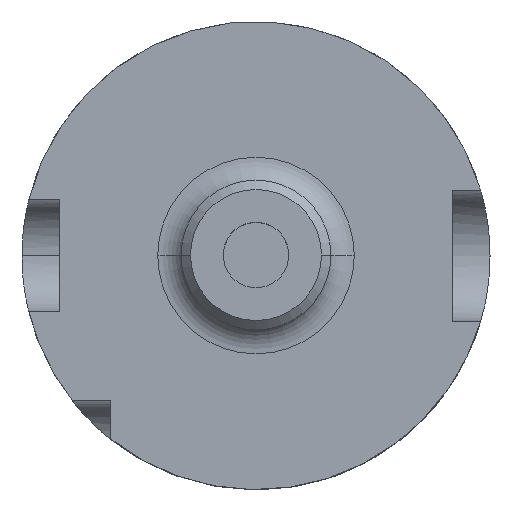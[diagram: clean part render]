
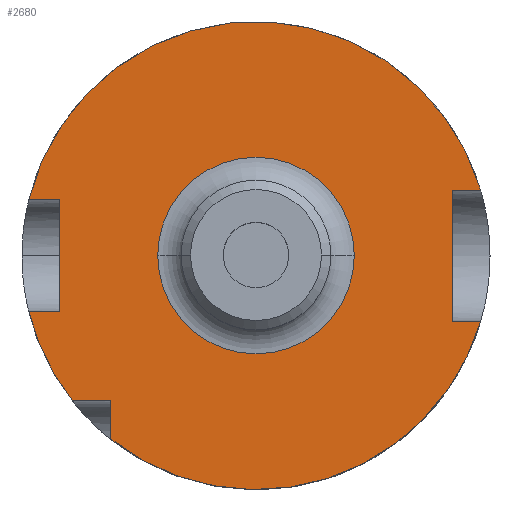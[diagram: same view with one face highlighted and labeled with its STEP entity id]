
A CAD part, top view. The second image highlights one B-rep face of the part: STEP entity #2680.
In plain terms, the highlighted planar face has unit normal (0, 0, 1).
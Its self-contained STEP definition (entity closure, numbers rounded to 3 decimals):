
#4 = EDGE_CURVE ( 'NONE', #2123, #2074, #596, .T. ) ;
#39 = AXIS2_PLACEMENT_3D ( 'NONE', #2125, #1585, #2891 ) ;
#127 = VECTOR ( 'NONE', #2321, 1000. ) ;
#156 = DIRECTION ( 'NONE',  ( -1., 0., 0. ) ) ;
#243 = ORIENTED_EDGE ( 'NONE', *, *, #915, .F. ) ;
#269 = CARTESIAN_POINT ( 'NONE',  ( 31., 7., 26. ) ) ;
#271 = CARTESIAN_POINT ( 'NONE',  ( 0., 25., 26. ) ) ;
#308 = CARTESIAN_POINT ( 'NONE',  ( -19.615, -15.5, 26. ) ) ;
#309 = EDGE_CURVE ( 'NONE', #2213, #959, #882, .T. ) ;
#403 = VERTEX_POINT ( 'NONE', #1865 ) ;
#405 = DIRECTION ( 'NONE',  ( 0., 0., 1. ) ) ;
#468 = VECTOR ( 'NONE', #542, 1000. ) ;
#481 = CARTESIAN_POINT ( 'NONE',  ( -24.269, -6., 26. ) ) ;
#495 = CARTESIAN_POINT ( 'NONE',  ( 10.5, 0., 26. ) ) ;
#508 = CARTESIAN_POINT ( 'NONE',  ( -21., 6., 26. ) ) ;
#522 = CARTESIAN_POINT ( 'NONE',  ( -21., -6., 26. ) ) ;
#542 = DIRECTION ( 'NONE',  ( 0., -1., 0. ) ) ;
#558 = VERTEX_POINT ( 'NONE', #508 ) ;
#563 = CIRCLE ( 'NONE', #2637, 10.5 ) ;
#579 = LINE ( 'NONE', #785, #2110 ) ;
#596 = CIRCLE ( 'NONE', #1679, 25. ) ;
#683 = CARTESIAN_POINT ( 'NONE',  ( -15.5, -19.615, 26. ) ) ;
#711 = CARTESIAN_POINT ( 'NONE',  ( 21., 7., 26. ) ) ;
#720 = ORIENTED_EDGE ( 'NONE', *, *, #1118, .T. ) ;
#739 = EDGE_CURVE ( 'NONE', #959, #2011, #2035, .T. ) ;
#750 = ORIENTED_EDGE ( 'NONE', *, *, #1044, .T. ) ;
#751 = ORIENTED_EDGE ( 'NONE', *, *, #4, .T. ) ;
#785 = CARTESIAN_POINT ( 'NONE',  ( -31., 6., 26. ) ) ;
#793 = ORIENTED_EDGE ( 'NONE', *, *, #1331, .T. ) ;
#805 = CARTESIAN_POINT ( 'NONE',  ( -10.5, 0., 26. ) ) ;
#811 = CARTESIAN_POINT ( 'NONE',  ( 0., -15.5, 26. ) ) ;
#828 = DIRECTION ( 'NONE',  ( 0., 0., -1. ) ) ;
#859 = VECTOR ( 'NONE', #1088, 1000. ) ;
#882 = LINE ( 'NONE', #269, #2809 ) ;
#900 = DIRECTION ( 'NONE',  ( 0., 0., -1. ) ) ;
#905 = CARTESIAN_POINT ( 'NONE',  ( 0., 0., 26. ) ) ;
#915 = EDGE_CURVE ( 'NONE', #2599, #3311, #3042, .T. ) ;
#959 = VERTEX_POINT ( 'NONE', #711 ) ;
#984 = DIRECTION ( 'NONE',  ( 1., 0., 0. ) ) ;
#992 = DIRECTION ( 'NONE',  ( 0., -1., 0. ) ) ;
#1014 = FACE_OUTER_BOUND ( 'NONE', #1083, .T. ) ;
#1044 = EDGE_CURVE ( 'NONE', #403, #558, #579, .T. ) ;
#1083 = EDGE_LOOP ( 'NONE', ( #2819, #2814, #720, #751, #793, #2606, #2461, #1800, #750, #1246, #243 ) ) ;
#1088 = DIRECTION ( 'NONE',  ( 1., 0., 0. ) ) ;
#1118 = EDGE_CURVE ( 'NONE', #1881, #2123, #3040, .T. ) ;
#1153 = DIRECTION ( 'NONE',  ( -1., 0., 0. ) ) ;
#1156 = DIRECTION ( 'NONE',  ( 1., 0., 0. ) ) ;
#1228 = CARTESIAN_POINT ( 'NONE',  ( 24., -7., 26. ) ) ;
#1246 = ORIENTED_EDGE ( 'NONE', *, *, #3232, .T. ) ;
#1279 = CARTESIAN_POINT ( 'NONE',  ( -15.5, -15.5, 26. ) ) ;
#1306 = VECTOR ( 'NONE', #992, 1000. ) ;
#1331 = EDGE_CURVE ( 'NONE', #2074, #2011, #2151, .T. ) ;
#1389 = DIRECTION ( 'NONE',  ( 0., 0., 1. ) ) ;
#1391 = AXIS2_PLACEMENT_3D ( 'NONE', #271, #828, #2072 ) ;
#1401 = CARTESIAN_POINT ( 'NONE',  ( 0., 0., 26. ) ) ;
#1403 = EDGE_CURVE ( 'NONE', #2213, #403, #2441, .T. ) ;
#1445 = VERTEX_POINT ( 'NONE', #805 ) ;
#1510 = DIRECTION ( 'NONE',  ( -1., 0., 0. ) ) ;
#1521 = EDGE_CURVE ( 'NONE', #2599, #2372, #1862, .T. ) ;
#1546 = CARTESIAN_POINT ( 'NONE',  ( 0., 0., 26. ) ) ;
#1550 = LINE ( 'NONE', #811, #859 ) ;
#1585 = DIRECTION ( 'NONE',  ( 0., 0., 1. ) ) ;
#1679 = AXIS2_PLACEMENT_3D ( 'NONE', #905, #405, #2723 ) ;
#1686 = VECTOR ( 'NONE', #984, 1000. ) ;
#1763 = ORIENTED_EDGE ( 'NONE', *, *, #3054, .T. ) ;
#1771 = CARTESIAN_POINT ( 'NONE',  ( -31., -6., 26. ) ) ;
#1800 = ORIENTED_EDGE ( 'NONE', *, *, #1403, .T. ) ;
#1862 = CIRCLE ( 'NONE', #2038, 25. ) ;
#1865 = CARTESIAN_POINT ( 'NONE',  ( -24.269, 6., 26. ) ) ;
#1880 = EDGE_LOOP ( 'NONE', ( #3061, #1763 ) ) ;
#1881 = VERTEX_POINT ( 'NONE', #1279 ) ;
#1921 = VERTEX_POINT ( 'NONE', #495 ) ;
#1977 = LINE ( 'NONE', #522, #127 ) ;
#2011 = VERTEX_POINT ( 'NONE', #3268 ) ;
#2017 = AXIS2_PLACEMENT_3D ( 'NONE', #1546, #2300, #1510 ) ;
#2035 = LINE ( 'NONE', #2269, #1306 ) ;
#2038 = AXIS2_PLACEMENT_3D ( 'NONE', #2158, #1389, #1156 ) ;
#2072 = DIRECTION ( 'NONE',  ( -1., 0., 0. ) ) ;
#2074 = VERTEX_POINT ( 'NONE', #1228 ) ;
#2082 = CARTESIAN_POINT ( 'NONE',  ( -15.5, 25., 26. ) ) ;
#2110 = VECTOR ( 'NONE', #2861, 1000. ) ;
#2123 = VERTEX_POINT ( 'NONE', #683 ) ;
#2125 = CARTESIAN_POINT ( 'NONE',  ( 0., 0., 26. ) ) ;
#2151 = LINE ( 'NONE', #2420, #3200 ) ;
#2158 = CARTESIAN_POINT ( 'NONE',  ( 0., 0., 26. ) ) ;
#2201 = EDGE_CURVE ( 'NONE', #1445, #1921, #2998, .T. ) ;
#2213 = VERTEX_POINT ( 'NONE', #2825 ) ;
#2259 = EDGE_CURVE ( 'NONE', #2372, #1881, #1550, .T. ) ;
#2269 = CARTESIAN_POINT ( 'NONE',  ( 21., -7., 26. ) ) ;
#2300 = DIRECTION ( 'NONE',  ( 0., 0., -1. ) ) ;
#2321 = DIRECTION ( 'NONE',  ( 0., -1., 0. ) ) ;
#2334 = FACE_BOUND ( 'NONE', #1880, .T. ) ;
#2335 = CARTESIAN_POINT ( 'NONE',  ( -21., -6., 26. ) ) ;
#2372 = VERTEX_POINT ( 'NONE', #308 ) ;
#2420 = CARTESIAN_POINT ( 'NONE',  ( 31., -7., 26. ) ) ;
#2441 = CIRCLE ( 'NONE', #39, 25. ) ;
#2461 = ORIENTED_EDGE ( 'NONE', *, *, #309, .F. ) ;
#2599 = VERTEX_POINT ( 'NONE', #481 ) ;
#2606 = ORIENTED_EDGE ( 'NONE', *, *, #739, .F. ) ;
#2623 = PLANE ( 'NONE',  #1391 ) ;
#2637 = AXIS2_PLACEMENT_3D ( 'NONE', #1401, #900, #156 ) ;
#2680 = ADVANCED_FACE ( 'NONE', ( #2334, #1014 ), #2623, .F. ) ;
#2723 = DIRECTION ( 'NONE',  ( 1., 0., 0. ) ) ;
#2809 = VECTOR ( 'NONE', #2833, 1000. ) ;
#2814 = ORIENTED_EDGE ( 'NONE', *, *, #2259, .T. ) ;
#2819 = ORIENTED_EDGE ( 'NONE', *, *, #1521, .T. ) ;
#2825 = CARTESIAN_POINT ( 'NONE',  ( 24., 7., 26. ) ) ;
#2833 = DIRECTION ( 'NONE',  ( -1., 0., 0. ) ) ;
#2861 = DIRECTION ( 'NONE',  ( 1., 0., 0. ) ) ;
#2891 = DIRECTION ( 'NONE',  ( 1., 0., 0. ) ) ;
#2998 = CIRCLE ( 'NONE', #2017, 10.5 ) ;
#3040 = LINE ( 'NONE', #2082, #468 ) ;
#3042 = LINE ( 'NONE', #1771, #1686 ) ;
#3054 = EDGE_CURVE ( 'NONE', #1921, #1445, #563, .T. ) ;
#3061 = ORIENTED_EDGE ( 'NONE', *, *, #2201, .T. ) ;
#3200 = VECTOR ( 'NONE', #1153, 1000. ) ;
#3232 = EDGE_CURVE ( 'NONE', #558, #3311, #1977, .T. ) ;
#3268 = CARTESIAN_POINT ( 'NONE',  ( 21., -7., 26. ) ) ;
#3311 = VERTEX_POINT ( 'NONE', #2335 ) ;
